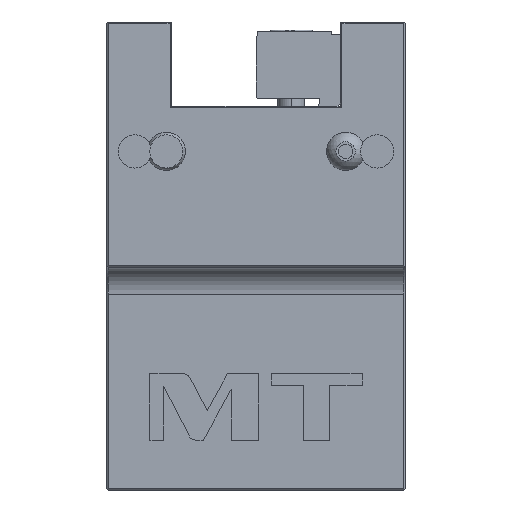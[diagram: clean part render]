
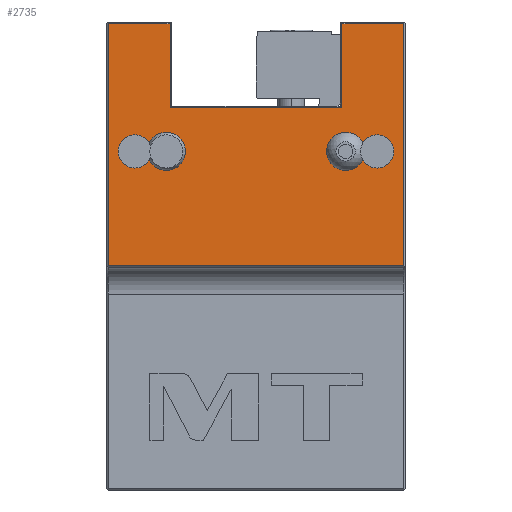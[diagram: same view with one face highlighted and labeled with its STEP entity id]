
A CAD part, left-side view. The second image highlights one B-rep face of the part: STEP entity #2735.
In plain terms, the highlighted planar face has unit normal (-1, 0, 0).
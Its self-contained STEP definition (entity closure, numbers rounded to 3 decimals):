
#363=DIRECTION('',(0.,1.,0.));
#364=VECTOR('',#363,18.6);
#365=CARTESIAN_POINT('',(-70.,-44.5,90.5));
#366=LINE('',#365,#364);
#367=DIRECTION('',(0.,0.,1.));
#368=VECTOR('',#367,73.);
#369=CARTESIAN_POINT('',(-70.,-44.5,17.5));
#370=LINE('',#369,#368);
#371=DIRECTION('',(0.,-1.,0.));
#372=VECTOR('',#371,89.);
#373=CARTESIAN_POINT('',(-70.,44.5,17.5));
#374=LINE('',#373,#372);
#375=DIRECTION('',(0.,0.,-1.));
#376=VECTOR('',#375,73.);
#377=CARTESIAN_POINT('',(-70.,44.5,90.5));
#378=LINE('',#377,#376);
#379=DIRECTION('',(0.,1.,0.));
#380=VECTOR('',#379,18.6);
#381=CARTESIAN_POINT('',(-70.,25.9,90.5));
#382=LINE('',#381,#380);
#383=DIRECTION('',(0.,0.,1.));
#384=VECTOR('',#383,25.4);
#385=CARTESIAN_POINT('',(-70.,25.9,65.1));
#386=LINE('',#385,#384);
#387=DIRECTION('',(0.,1.,0.));
#388=VECTOR('',#387,51.8);
#389=CARTESIAN_POINT('',(-70.,-25.9,65.1));
#390=LINE('',#389,#388);
#391=DIRECTION('',(0.,0.,-1.));
#392=VECTOR('',#391,25.4);
#393=CARTESIAN_POINT('',(-70.,-25.9,90.5));
#394=LINE('',#393,#392);
#395=CARTESIAN_POINT('',(-70.,-27.,52.));
#396=DIRECTION('',(-1.,0.,0.));
#397=DIRECTION('',(0.,1.,0.));
#398=AXIS2_PLACEMENT_3D('',#395,#396,#397);
#400=CARTESIAN_POINT('',(-70.,-27.,52.));
#401=DIRECTION('',(-1.,0.,0.));
#402=DIRECTION('',(0.,-1.,0.));
#403=AXIS2_PLACEMENT_3D('',#400,#401,#402);
#405=CARTESIAN_POINT('',(-70.,27.,52.));
#406=DIRECTION('',(-1.,0.,0.));
#407=DIRECTION('',(0.,1.,0.));
#408=AXIS2_PLACEMENT_3D('',#405,#406,#407);
#410=CARTESIAN_POINT('',(-70.,27.,52.));
#411=DIRECTION('',(-1.,0.,0.));
#412=DIRECTION('',(0.,-1.,0.));
#413=AXIS2_PLACEMENT_3D('',#410,#411,#412);
#415=CARTESIAN_POINT('',(-70.,-36.5,52.));
#416=DIRECTION('',(1.,0.,0.));
#417=DIRECTION('',(0.,0.,1.));
#418=AXIS2_PLACEMENT_3D('',#415,#416,#417);
#420=CARTESIAN_POINT('',(-70.,-36.5,52.));
#421=DIRECTION('',(1.,0.,0.));
#422=DIRECTION('',(0.,0.,-1.));
#423=AXIS2_PLACEMENT_3D('',#420,#421,#422);
#425=CARTESIAN_POINT('',(-70.,36.5,52.));
#426=DIRECTION('',(1.,0.,0.));
#427=DIRECTION('',(0.,0.,1.));
#428=AXIS2_PLACEMENT_3D('',#425,#426,#427);
#430=CARTESIAN_POINT('',(-70.,36.5,52.));
#431=DIRECTION('',(1.,0.,0.));
#432=DIRECTION('',(0.,0.,-1.));
#433=AXIS2_PLACEMENT_3D('',#430,#431,#432);
#1773=CARTESIAN_POINT('',(-70.,-44.5,90.5));
#1774=CARTESIAN_POINT('',(-70.,-25.9,90.5));
#1775=VERTEX_POINT('',#1773);
#1776=VERTEX_POINT('',#1774);
#1777=CARTESIAN_POINT('',(-70.,25.9,65.1));
#1778=CARTESIAN_POINT('',(-70.,25.9,90.5));
#1779=VERTEX_POINT('',#1777);
#1780=VERTEX_POINT('',#1778);
#1785=CARTESIAN_POINT('',(-70.,-25.9,65.1));
#1786=VERTEX_POINT('',#1785);
#1789=CARTESIAN_POINT('',(-70.,44.5,90.5));
#1790=VERTEX_POINT('',#1789);
#1799=CARTESIAN_POINT('',(-70.,-44.5,17.5));
#1800=VERTEX_POINT('',#1799);
#1801=CARTESIAN_POINT('',(-70.,44.5,17.5));
#1802=VERTEX_POINT('',#1801);
#1957=CARTESIAN_POINT('',(-70.,-21.246,52.));
#1958=CARTESIAN_POINT('',(-70.,-32.754,52.));
#1959=VERTEX_POINT('',#1957);
#1960=VERTEX_POINT('',#1958);
#1969=CARTESIAN_POINT('',(-70.,32.754,52.));
#1970=CARTESIAN_POINT('',(-70.,21.246,52.));
#1971=VERTEX_POINT('',#1969);
#1972=VERTEX_POINT('',#1970);
#1981=CARTESIAN_POINT('',(-70.,-36.5,54.7));
#1982=CARTESIAN_POINT('',(-70.,-36.5,49.3));
#1983=VERTEX_POINT('',#1981);
#1984=VERTEX_POINT('',#1982);
#1993=CARTESIAN_POINT('',(-70.,36.5,54.7));
#1994=CARTESIAN_POINT('',(-70.,36.5,49.3));
#1995=VERTEX_POINT('',#1993);
#1996=VERTEX_POINT('',#1994);
#2689=CARTESIAN_POINT('',(-70.,0.,0.));
#2690=DIRECTION('',(-1.,0.,0.));
#2691=DIRECTION('',(0.,1.,0.));
#2692=AXIS2_PLACEMENT_3D('',#2689,#2690,#2691);
#2693=PLANE('',#2692);
#2695=ORIENTED_EDGE('',*,*,#2694,.F.);
#2697=ORIENTED_EDGE('',*,*,#2696,.F.);
#2698=ORIENTED_EDGE('',*,*,#2676,.F.);
#2700=ORIENTED_EDGE('',*,*,#2699,.F.);
#2702=ORIENTED_EDGE('',*,*,#2701,.F.);
#2704=ORIENTED_EDGE('',*,*,#2703,.F.);
#2706=ORIENTED_EDGE('',*,*,#2705,.F.);
#2708=ORIENTED_EDGE('',*,*,#2707,.F.);
#2709=EDGE_LOOP('',(#2695,#2697,#2698,#2700,#2702,#2704,#2706,#2708));
#2710=FACE_OUTER_BOUND('',#2709,.F.);
#2712=ORIENTED_EDGE('',*,*,#2711,.T.);
#2714=ORIENTED_EDGE('',*,*,#2713,.T.);
#2715=EDGE_LOOP('',(#2712,#2714));
#2716=FACE_BOUND('',#2715,.F.);
#2718=ORIENTED_EDGE('',*,*,#2717,.T.);
#2720=ORIENTED_EDGE('',*,*,#2719,.T.);
#2721=EDGE_LOOP('',(#2718,#2720));
#2722=FACE_BOUND('',#2721,.F.);
#2724=ORIENTED_EDGE('',*,*,#2723,.F.);
#2726=ORIENTED_EDGE('',*,*,#2725,.F.);
#2727=EDGE_LOOP('',(#2724,#2726));
#2728=FACE_BOUND('',#2727,.F.);
#2730=ORIENTED_EDGE('',*,*,#2729,.F.);
#2732=ORIENTED_EDGE('',*,*,#2731,.F.);
#2733=EDGE_LOOP('',(#2730,#2732));
#2734=FACE_BOUND('',#2733,.F.);
#2735=ADVANCED_FACE('',(#2710,#2716,#2722,#2728,#2734),#2693,.T.);
#399=CIRCLE('',#398,5.754);
#404=CIRCLE('',#403,5.754);
#409=CIRCLE('',#408,5.754);
#414=CIRCLE('',#413,5.754);
#419=CIRCLE('',#418,2.7);
#424=CIRCLE('',#423,2.7);
#429=CIRCLE('',#428,2.7);
#434=CIRCLE('',#433,2.7);
#2676=EDGE_CURVE('',#1802,#1800,#374,.T.);
#2694=EDGE_CURVE('',#1775,#1776,#366,.T.);
#2696=EDGE_CURVE('',#1800,#1775,#370,.T.);
#2699=EDGE_CURVE('',#1790,#1802,#378,.T.);
#2701=EDGE_CURVE('',#1780,#1790,#382,.T.);
#2703=EDGE_CURVE('',#1779,#1780,#386,.T.);
#2705=EDGE_CURVE('',#1786,#1779,#390,.T.);
#2707=EDGE_CURVE('',#1776,#1786,#394,.T.);
#2711=EDGE_CURVE('',#1959,#1960,#399,.T.);
#2713=EDGE_CURVE('',#1960,#1959,#404,.T.);
#2717=EDGE_CURVE('',#1971,#1972,#409,.T.);
#2719=EDGE_CURVE('',#1972,#1971,#414,.T.);
#2723=EDGE_CURVE('',#1983,#1984,#419,.T.);
#2725=EDGE_CURVE('',#1984,#1983,#424,.T.);
#2729=EDGE_CURVE('',#1995,#1996,#429,.T.);
#2731=EDGE_CURVE('',#1996,#1995,#434,.T.);
